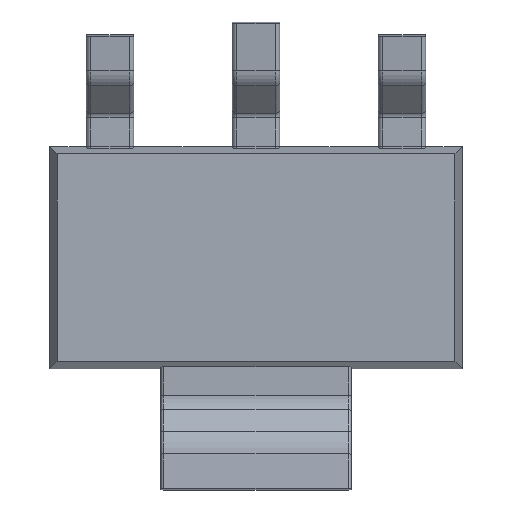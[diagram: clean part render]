
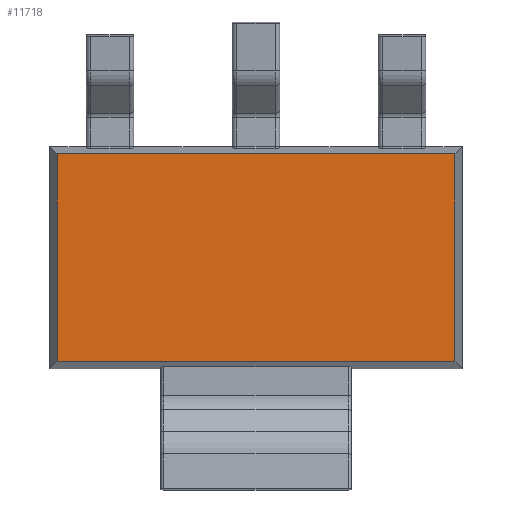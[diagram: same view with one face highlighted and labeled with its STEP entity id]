
A CAD part, front view. The second image highlights one B-rep face of the part: STEP entity #11718.
In plain terms, the highlighted planar face has unit normal (0, -1, 0).
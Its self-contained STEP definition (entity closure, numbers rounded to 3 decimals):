
#110 = VECTOR ( 'NONE', #12574, 1000. ) ;
#1651 = LINE ( 'NONE', #5918, #11725 ) ;
#1717 = CARTESIAN_POINT ( 'NONE',  ( -1.625, 0., -1.635 ) ) ;
#1778 = DIRECTION ( 'NONE',  ( 1., 0., 0. ) ) ;
#2466 = VERTEX_POINT ( 'NONE', #12850 ) ;
#2781 = AXIS2_PLACEMENT_3D ( 'NONE', #7046, #12303, #4867 ) ;
#3475 = ORIENTED_EDGE ( 'NONE', *, *, #7963, .T. ) ;
#4055 = ORIENTED_EDGE ( 'NONE', *, *, #11813, .T. ) ;
#4102 = CARTESIAN_POINT ( 'NONE',  ( -1.625, 0., 1.635 ) ) ;
#4800 = PLANE ( 'NONE',  #2781 ) ;
#4867 = DIRECTION ( 'NONE',  ( 1., 0., 0. ) ) ;
#5217 = ORIENTED_EDGE ( 'NONE', *, *, #11734, .T. ) ;
#5229 = ORIENTED_EDGE ( 'NONE', *, *, #8116, .T. ) ;
#5918 = CARTESIAN_POINT ( 'NONE',  ( -3.135, 0., 0.875 ) ) ;
#6118 = LINE ( 'NONE', #1717, #13269 ) ;
#7046 = CARTESIAN_POINT ( 'NONE',  ( 0., 0., 0. ) ) ;
#7215 = CARTESIAN_POINT ( 'NONE',  ( 3.135, 0., 1.635 ) ) ;
#7276 = CARTESIAN_POINT ( 'NONE',  ( -3.135, 0., 1.635 ) ) ;
#7958 = VECTOR ( 'NONE', #12279, 1000. ) ;
#7963 = EDGE_CURVE ( 'NONE', #8931, #10213, #8284, .T. ) ;
#7999 = LINE ( 'NONE', #12406, #7958 ) ;
#8116 = EDGE_CURVE ( 'NONE', #2466, #8931, #7999, .T. ) ;
#8284 = LINE ( 'NONE', #4102, #110 ) ;
#8931 = VERTEX_POINT ( 'NONE', #7215 ) ;
#10055 = FACE_OUTER_BOUND ( 'NONE', #12901, .T. ) ;
#10213 = VERTEX_POINT ( 'NONE', #7276 ) ;
#10982 = CARTESIAN_POINT ( 'NONE',  ( -3.135, 0., -1.635 ) ) ;
#11718 = ADVANCED_FACE ( 'NONE', ( #10055 ), #4800, .F. ) ;
#11725 = VECTOR ( 'NONE', #13398, 1000. ) ;
#11734 = EDGE_CURVE ( 'NONE', #13636, #2466, #6118, .T. ) ;
#11813 = EDGE_CURVE ( 'NONE', #10213, #13636, #1651, .T. ) ;
#12279 = DIRECTION ( 'NONE',  ( 0., 0., 1. ) ) ;
#12303 = DIRECTION ( 'NONE',  ( 0., 1., 0. ) ) ;
#12406 = CARTESIAN_POINT ( 'NONE',  ( 3.135, 0., 0.875 ) ) ;
#12574 = DIRECTION ( 'NONE',  ( -1., 0., 0. ) ) ;
#12850 = CARTESIAN_POINT ( 'NONE',  ( 3.135, 0., -1.635 ) ) ;
#12901 = EDGE_LOOP ( 'NONE', ( #4055, #5217, #5229, #3475 ) ) ;
#13269 = VECTOR ( 'NONE', #1778, 1000. ) ;
#13398 = DIRECTION ( 'NONE',  ( 0., 0., -1. ) ) ;
#13636 = VERTEX_POINT ( 'NONE', #10982 ) ;
